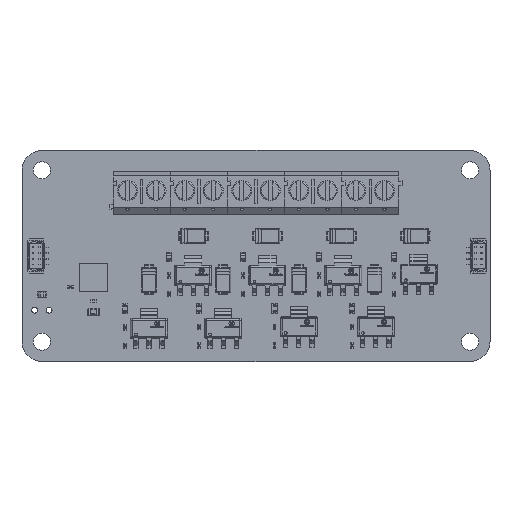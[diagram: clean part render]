
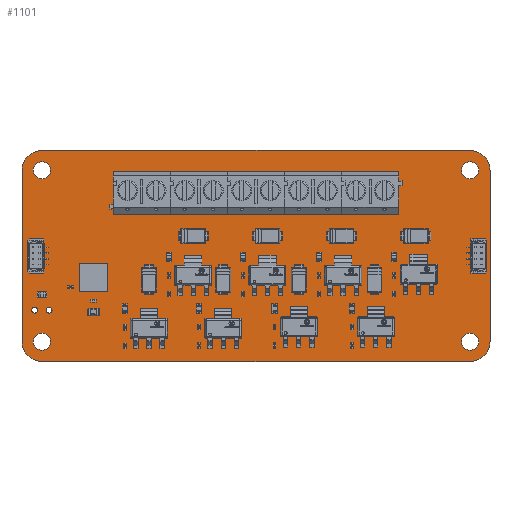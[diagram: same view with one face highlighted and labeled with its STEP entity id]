
A CAD part, top view. The second image highlights one B-rep face of the part: STEP entity #1101.
In plain terms, the highlighted planar face has unit normal (0, 0, 1).
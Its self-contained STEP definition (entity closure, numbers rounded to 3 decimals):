
#260 = VERTEX_POINT('',#261);
#261 = CARTESIAN_POINT('',(0.,3.5,0.197));
#267 = EDGE_CURVE('',#260,#268,#270,.T.);
#268 = VERTEX_POINT('',#269);
#269 = CARTESIAN_POINT('',(0.,33.5,0.197));
#270 = LINE('',#271,#272);
#271 = CARTESIAN_POINT('',(0.,3.5,0.197));
#272 = VECTOR('',#273,1.);
#273 = DIRECTION('',(0.,1.,0.));
#298 = EDGE_CURVE('',#268,#299,#301,.T.);
#299 = VERTEX_POINT('',#300);
#300 = CARTESIAN_POINT('',(3.5,37.,0.197));
#301 = CIRCLE('',#302,3.5);
#302 = AXIS2_PLACEMENT_3D('',#303,#304,#305);
#303 = CARTESIAN_POINT('',(3.5,33.5,0.197));
#304 = DIRECTION('',(0.,0.,-1.));
#305 = DIRECTION('',(-1.,0.,-0.));
#331 = EDGE_CURVE('',#299,#332,#334,.T.);
#332 = VERTEX_POINT('',#333);
#333 = CARTESIAN_POINT('',(78.5,37.,0.197));
#334 = LINE('',#335,#336);
#335 = CARTESIAN_POINT('',(3.5,37.,0.197));
#336 = VECTOR('',#337,1.);
#337 = DIRECTION('',(1.,0.,0.));
#362 = EDGE_CURVE('',#332,#363,#365,.T.);
#363 = VERTEX_POINT('',#364);
#364 = CARTESIAN_POINT('',(82.,33.5,0.197));
#365 = CIRCLE('',#366,3.5);
#366 = AXIS2_PLACEMENT_3D('',#367,#368,#369);
#367 = CARTESIAN_POINT('',(78.5,33.5,0.197));
#368 = DIRECTION('',(0.,0.,-1.));
#369 = DIRECTION('',(0.,1.,0.));
#395 = EDGE_CURVE('',#363,#396,#398,.T.);
#396 = VERTEX_POINT('',#397);
#397 = CARTESIAN_POINT('',(82.,3.5,0.197));
#398 = LINE('',#399,#400);
#399 = CARTESIAN_POINT('',(82.,33.5,0.197));
#400 = VECTOR('',#401,1.);
#401 = DIRECTION('',(0.,-1.,0.));
#426 = EDGE_CURVE('',#396,#427,#429,.T.);
#427 = VERTEX_POINT('',#428);
#428 = CARTESIAN_POINT('',(78.5,0.,0.197));
#429 = CIRCLE('',#430,3.5);
#430 = AXIS2_PLACEMENT_3D('',#431,#432,#433);
#431 = CARTESIAN_POINT('',(78.5,3.5,0.197));
#432 = DIRECTION('',(0.,0.,-1.));
#433 = DIRECTION('',(1.,0.,0.));
#459 = EDGE_CURVE('',#427,#460,#462,.T.);
#460 = VERTEX_POINT('',#461);
#461 = CARTESIAN_POINT('',(3.5,0.,0.197));
#462 = LINE('',#463,#464);
#463 = CARTESIAN_POINT('',(78.5,0.,0.197));
#464 = VECTOR('',#465,1.);
#465 = DIRECTION('',(-1.,0.,0.));
#490 = EDGE_CURVE('',#460,#260,#491,.T.);
#491 = CIRCLE('',#492,3.5);
#492 = AXIS2_PLACEMENT_3D('',#493,#494,#495);
#493 = CARTESIAN_POINT('',(3.5,3.5,0.197));
#494 = DIRECTION('',(0.,0.,-1.));
#495 = DIRECTION('',(0.,-1.,0.));
#516 = VERTEX_POINT('',#517);
#517 = CARTESIAN_POINT('',(5.,3.5,0.197));
#523 = EDGE_CURVE('',#516,#516,#524,.T.);
#524 = CIRCLE('',#525,1.5);
#525 = AXIS2_PLACEMENT_3D('',#526,#527,#528);
#526 = CARTESIAN_POINT('',(3.5,3.5,0.197));
#527 = DIRECTION('',(0.,0.,1.));
#528 = DIRECTION('',(1.,0.,-0.));
#549 = VERTEX_POINT('',#550);
#550 = CARTESIAN_POINT('',(2.718,9.,0.197));
#556 = EDGE_CURVE('',#549,#549,#557,.T.);
#557 = CIRCLE('',#558,0.508);
#558 = AXIS2_PLACEMENT_3D('',#559,#560,#561);
#559 = CARTESIAN_POINT('',(2.21,9.,0.197));
#560 = DIRECTION('',(0.,0.,1.));
#561 = DIRECTION('',(1.,0.,-0.));
#582 = VERTEX_POINT('',#583);
#583 = CARTESIAN_POINT('',(5.258,9.,0.197));
#589 = EDGE_CURVE('',#582,#582,#590,.T.);
#590 = CIRCLE('',#591,0.508);
#591 = AXIS2_PLACEMENT_3D('',#592,#593,#594);
#592 = CARTESIAN_POINT('',(4.75,9.,0.197));
#593 = DIRECTION('',(0.,0.,1.));
#594 = DIRECTION('',(1.,0.,-0.));
#615 = VERTEX_POINT('',#616);
#616 = CARTESIAN_POINT('',(19.15,29.95,0.197));
#622 = EDGE_CURVE('',#615,#615,#623,.T.);
#623 = CIRCLE('',#624,0.65);
#624 = AXIS2_PLACEMENT_3D('',#625,#626,#627);
#625 = CARTESIAN_POINT('',(18.5,29.95,0.197));
#626 = DIRECTION('',(0.,0.,1.));
#627 = DIRECTION('',(1.,0.,-0.));
#648 = VERTEX_POINT('',#649);
#649 = CARTESIAN_POINT('',(24.15,29.95,0.197));
#655 = EDGE_CURVE('',#648,#648,#656,.T.);
#656 = CIRCLE('',#657,0.65);
#657 = AXIS2_PLACEMENT_3D('',#658,#659,#660);
#658 = CARTESIAN_POINT('',(23.5,29.95,0.197));
#659 = DIRECTION('',(0.,0.,1.));
#660 = DIRECTION('',(1.,0.,-0.));
#681 = VERTEX_POINT('',#682);
#682 = CARTESIAN_POINT('',(5.,33.5,0.197));
#688 = EDGE_CURVE('',#681,#681,#689,.T.);
#689 = CIRCLE('',#690,1.5);
#690 = AXIS2_PLACEMENT_3D('',#691,#692,#693);
#691 = CARTESIAN_POINT('',(3.5,33.5,0.197));
#692 = DIRECTION('',(0.,0.,1.));
#693 = DIRECTION('',(1.,0.,-0.));
#714 = VERTEX_POINT('',#715);
#715 = CARTESIAN_POINT('',(34.15,29.95,0.197));
#721 = EDGE_CURVE('',#714,#714,#722,.T.);
#722 = CIRCLE('',#723,0.65);
#723 = AXIS2_PLACEMENT_3D('',#724,#725,#726);
#724 = CARTESIAN_POINT('',(33.5,29.95,0.197));
#725 = DIRECTION('',(0.,0.,1.));
#726 = DIRECTION('',(1.,0.,-0.));
#747 = VERTEX_POINT('',#748);
#748 = CARTESIAN_POINT('',(29.15,29.95,0.197));
#754 = EDGE_CURVE('',#747,#747,#755,.T.);
#755 = CIRCLE('',#756,0.65);
#756 = AXIS2_PLACEMENT_3D('',#757,#758,#759);
#757 = CARTESIAN_POINT('',(28.5,29.95,0.197));
#758 = DIRECTION('',(0.,0.,1.));
#759 = DIRECTION('',(1.,0.,-0.));
#780 = VERTEX_POINT('',#781);
#781 = CARTESIAN_POINT('',(44.15,29.95,0.197));
#787 = EDGE_CURVE('',#780,#780,#788,.T.);
#788 = CIRCLE('',#789,0.65);
#789 = AXIS2_PLACEMENT_3D('',#790,#791,#792);
#790 = CARTESIAN_POINT('',(43.5,29.95,0.197));
#791 = DIRECTION('',(0.,0.,1.));
#792 = DIRECTION('',(1.,0.,-0.));
#813 = VERTEX_POINT('',#814);
#814 = CARTESIAN_POINT('',(39.15,29.95,0.197));
#820 = EDGE_CURVE('',#813,#813,#821,.T.);
#821 = CIRCLE('',#822,0.65);
#822 = AXIS2_PLACEMENT_3D('',#823,#824,#825);
#823 = CARTESIAN_POINT('',(38.5,29.95,0.197));
#824 = DIRECTION('',(0.,0.,1.));
#825 = DIRECTION('',(1.,0.,-0.));
#846 = VERTEX_POINT('',#847);
#847 = CARTESIAN_POINT('',(80.,3.5,0.197));
#853 = EDGE_CURVE('',#846,#846,#854,.T.);
#854 = CIRCLE('',#855,1.5);
#855 = AXIS2_PLACEMENT_3D('',#856,#857,#858);
#856 = CARTESIAN_POINT('',(78.5,3.5,0.197));
#857 = DIRECTION('',(0.,0.,1.));
#858 = DIRECTION('',(1.,0.,-0.));
#879 = VERTEX_POINT('',#880);
#880 = CARTESIAN_POINT('',(49.15,29.95,0.197));
#886 = EDGE_CURVE('',#879,#879,#887,.T.);
#887 = CIRCLE('',#888,0.65);
#888 = AXIS2_PLACEMENT_3D('',#889,#890,#891);
#889 = CARTESIAN_POINT('',(48.5,29.95,0.197));
#890 = DIRECTION('',(0.,0.,1.));
#891 = DIRECTION('',(1.,0.,-0.));
#912 = VERTEX_POINT('',#913);
#913 = CARTESIAN_POINT('',(59.15,29.95,0.197));
#919 = EDGE_CURVE('',#912,#912,#920,.T.);
#920 = CIRCLE('',#921,0.65);
#921 = AXIS2_PLACEMENT_3D('',#922,#923,#924);
#922 = CARTESIAN_POINT('',(58.5,29.95,0.197));
#923 = DIRECTION('',(0.,0.,1.));
#924 = DIRECTION('',(1.,0.,-0.));
#945 = VERTEX_POINT('',#946);
#946 = CARTESIAN_POINT('',(54.15,29.95,0.197));
#952 = EDGE_CURVE('',#945,#945,#953,.T.);
#953 = CIRCLE('',#954,0.65);
#954 = AXIS2_PLACEMENT_3D('',#955,#956,#957);
#955 = CARTESIAN_POINT('',(53.5,29.95,0.197));
#956 = DIRECTION('',(0.,0.,1.));
#957 = DIRECTION('',(1.,0.,-0.));
#978 = VERTEX_POINT('',#979);
#979 = CARTESIAN_POINT('',(64.15,29.95,0.197));
#985 = EDGE_CURVE('',#978,#978,#986,.T.);
#986 = CIRCLE('',#987,0.65);
#987 = AXIS2_PLACEMENT_3D('',#988,#989,#990);
#988 = CARTESIAN_POINT('',(63.5,29.95,0.197));
#989 = DIRECTION('',(0.,0.,1.));
#990 = DIRECTION('',(1.,0.,-0.));
#1011 = VERTEX_POINT('',#1012);
#1012 = CARTESIAN_POINT('',(80.,33.5,0.197));
#1018 = EDGE_CURVE('',#1011,#1011,#1019,.T.);
#1019 = CIRCLE('',#1020,1.5);
#1020 = AXIS2_PLACEMENT_3D('',#1021,#1022,#1023);
#1021 = CARTESIAN_POINT('',(78.5,33.5,0.197));
#1022 = DIRECTION('',(0.,0.,1.));
#1023 = DIRECTION('',(1.,0.,-0.));
#1101 = ADVANCED_FACE('',(#1102,#1112,#1115,#1118,#1121,#1124,#1127,
    #1130,#1133,#1136,#1139,#1142,#1145,#1148,#1151,#1154,#1157),#1160,
  .F.);
#1102 = FACE_BOUND('',#1103,.F.);
#1103 = EDGE_LOOP('',(#1104,#1105,#1106,#1107,#1108,#1109,#1110,#1111));
#1104 = ORIENTED_EDGE('',*,*,#267,.T.);
#1105 = ORIENTED_EDGE('',*,*,#298,.T.);
#1106 = ORIENTED_EDGE('',*,*,#331,.T.);
#1107 = ORIENTED_EDGE('',*,*,#362,.T.);
#1108 = ORIENTED_EDGE('',*,*,#395,.T.);
#1109 = ORIENTED_EDGE('',*,*,#426,.T.);
#1110 = ORIENTED_EDGE('',*,*,#459,.T.);
#1111 = ORIENTED_EDGE('',*,*,#490,.T.);
#1112 = FACE_BOUND('',#1113,.F.);
#1113 = EDGE_LOOP('',(#1114));
#1114 = ORIENTED_EDGE('',*,*,#523,.T.);
#1115 = FACE_BOUND('',#1116,.F.);
#1116 = EDGE_LOOP('',(#1117));
#1117 = ORIENTED_EDGE('',*,*,#556,.T.);
#1118 = FACE_BOUND('',#1119,.F.);
#1119 = EDGE_LOOP('',(#1120));
#1120 = ORIENTED_EDGE('',*,*,#589,.T.);
#1121 = FACE_BOUND('',#1122,.F.);
#1122 = EDGE_LOOP('',(#1123));
#1123 = ORIENTED_EDGE('',*,*,#622,.T.);
#1124 = FACE_BOUND('',#1125,.F.);
#1125 = EDGE_LOOP('',(#1126));
#1126 = ORIENTED_EDGE('',*,*,#655,.T.);
#1127 = FACE_BOUND('',#1128,.F.);
#1128 = EDGE_LOOP('',(#1129));
#1129 = ORIENTED_EDGE('',*,*,#688,.T.);
#1130 = FACE_BOUND('',#1131,.F.);
#1131 = EDGE_LOOP('',(#1132));
#1132 = ORIENTED_EDGE('',*,*,#721,.T.);
#1133 = FACE_BOUND('',#1134,.F.);
#1134 = EDGE_LOOP('',(#1135));
#1135 = ORIENTED_EDGE('',*,*,#754,.T.);
#1136 = FACE_BOUND('',#1137,.F.);
#1137 = EDGE_LOOP('',(#1138));
#1138 = ORIENTED_EDGE('',*,*,#787,.T.);
#1139 = FACE_BOUND('',#1140,.F.);
#1140 = EDGE_LOOP('',(#1141));
#1141 = ORIENTED_EDGE('',*,*,#820,.T.);
#1142 = FACE_BOUND('',#1143,.F.);
#1143 = EDGE_LOOP('',(#1144));
#1144 = ORIENTED_EDGE('',*,*,#853,.T.);
#1145 = FACE_BOUND('',#1146,.F.);
#1146 = EDGE_LOOP('',(#1147));
#1147 = ORIENTED_EDGE('',*,*,#886,.T.);
#1148 = FACE_BOUND('',#1149,.F.);
#1149 = EDGE_LOOP('',(#1150));
#1150 = ORIENTED_EDGE('',*,*,#919,.T.);
#1151 = FACE_BOUND('',#1152,.F.);
#1152 = EDGE_LOOP('',(#1153));
#1153 = ORIENTED_EDGE('',*,*,#952,.T.);
#1154 = FACE_BOUND('',#1155,.F.);
#1155 = EDGE_LOOP('',(#1156));
#1156 = ORIENTED_EDGE('',*,*,#985,.T.);
#1157 = FACE_BOUND('',#1158,.F.);
#1158 = EDGE_LOOP('',(#1159));
#1159 = ORIENTED_EDGE('',*,*,#1018,.T.);
#1160 = PLANE('',#1161);
#1161 = AXIS2_PLACEMENT_3D('',#1162,#1163,#1164);
#1162 = CARTESIAN_POINT('',(41.,18.5,0.197));
#1163 = DIRECTION('',(-0.,-0.,-1.));
#1164 = DIRECTION('',(-1.,0.,0.));
